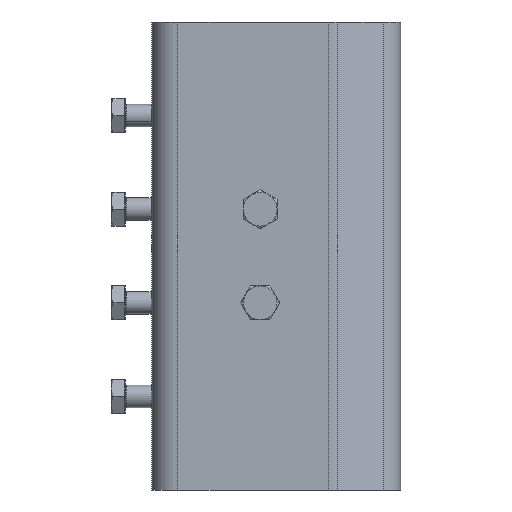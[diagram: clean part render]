
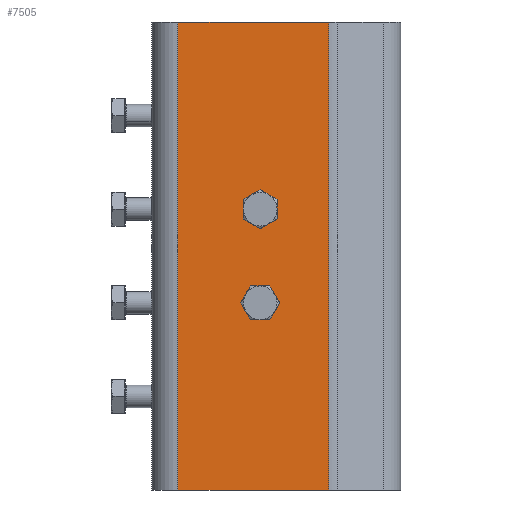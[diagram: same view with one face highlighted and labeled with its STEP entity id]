
A CAD part, left-side view. The second image highlights one B-rep face of the part: STEP entity #7505.
In plain terms, the highlighted planar face has unit normal (-1, 0, 0).
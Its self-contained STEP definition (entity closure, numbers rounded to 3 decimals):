
#68 = VERTEX_POINT ( 'NONE', #2149 ) ;
#882 = CARTESIAN_POINT ( 'NONE',  ( 122.888, 141.715, 368.999 ) ) ;
#1171 = CARTESIAN_POINT ( 'NONE',  ( 122.888, 222.246, 368.999 ) ) ;
#1183 = EDGE_CURVE ( 'NONE', #7212, #5931, #5612, .T. ) ;
#1186 = DIRECTION ( 'NONE',  ( 0., 0., -1. ) ) ;
#1291 = CARTESIAN_POINT ( 'NONE',  ( 122.888, 184.246, 268.999 ) ) ;
#1368 = EDGE_CURVE ( 'NONE', #5931, #7212, #5193, .T. ) ;
#1423 = DIRECTION ( 'NONE',  ( 0., -1., 0. ) ) ;
#1424 = CARTESIAN_POINT ( 'NONE',  ( 122.888, 169.746, 368.999 ) ) ;
#1433 = EDGE_CURVE ( 'NONE', #5290, #7848, #5154, .T. ) ;
#1541 = EDGE_CURVE ( 'NONE', #68, #5454, #4951, .T. ) ;
#1702 = EDGE_CURVE ( 'NONE', #5454, #5959, #4495, .T. ) ;
#1825 = AXIS2_PLACEMENT_3D ( 'NONE', #3030, #3060, #3049 ) ;
#1916 = EDGE_CURVE ( 'NONE', #5496, #5959, #4173, .T. ) ;
#2016 = EDGE_CURVE ( 'NONE', #5496, #68, #4059, .T. ) ;
#2064 = DIRECTION ( 'NONE',  ( 0., 0., 1. ) ) ;
#2114 = CARTESIAN_POINT ( 'NONE',  ( 122.888, 141.715, 368.999 ) ) ;
#2125 = CARTESIAN_POINT ( 'NONE',  ( 122.888, 184.246, 218.999 ) ) ;
#2149 = CARTESIAN_POINT ( 'NONE',  ( 122.888, 222.246, 118.999 ) ) ;
#2183 = CARTESIAN_POINT ( 'NONE',  ( 122.888, 172.246, 218.999 ) ) ;
#2496 = DIRECTION ( 'NONE',  ( 0., -1., 0. ) ) ;
#2535 = EDGE_LOOP ( 'NONE', ( #6072, #5976, #5969, #5893 ) ) ;
#2564 = CARTESIAN_POINT ( 'NONE',  ( 122.888, 169.746, 118.999 ) ) ;
#2730 = DIRECTION ( 'NONE',  ( 0., -1., 0. ) ) ;
#2733 = DIRECTION ( 'NONE',  ( -1., 0., 0. ) ) ;
#2740 = CARTESIAN_POINT ( 'NONE',  ( 122.888, 178.246, 268.999 ) ) ;
#2797 = DIRECTION ( 'NONE',  ( 0., -1., 0. ) ) ;
#2798 = DIRECTION ( 'NONE',  ( -1., 0., 0. ) ) ;
#2807 = CARTESIAN_POINT ( 'NONE',  ( 122.888, 178.246, 218.999 ) ) ;
#3030 = CARTESIAN_POINT ( 'NONE',  ( 122.888, 178.246, 268.999 ) ) ;
#3049 = DIRECTION ( 'NONE',  ( 0., -1., 0. ) ) ;
#3060 = DIRECTION ( 'NONE',  ( -1., 0., 0. ) ) ;
#3176 = DIRECTION ( 'NONE',  ( 0., -1., 0. ) ) ;
#3178 = DIRECTION ( 'NONE',  ( -1., 0., 0. ) ) ;
#3189 = CARTESIAN_POINT ( 'NONE',  ( 122.888, 178.246, 218.999 ) ) ;
#3198 = AXIS2_PLACEMENT_3D ( 'NONE', #2740, #2733, #2730 ) ;
#3892 = AXIS2_PLACEMENT_3D ( 'NONE', #2807, #2798, #2797 ) ;
#3896 = VECTOR ( 'NONE', #1186, 1000. ) ;
#4045 = CIRCLE ( 'NONE', #1825, 6. ) ;
#4059 = LINE ( 'NONE', #1171, #3896 ) ;
#4158 = VECTOR ( 'NONE', #1423, 1000. ) ;
#4173 = LINE ( 'NONE', #1424, #4158 ) ;
#4479 = VECTOR ( 'NONE', #2064, 1000. ) ;
#4495 = LINE ( 'NONE', #2114, #4479 ) ;
#4716 = CARTESIAN_POINT ( 'NONE',  ( 122.888, 222.246, 368.999 ) ) ;
#4767 = VECTOR ( 'NONE', #2496, 1000. ) ;
#4951 = LINE ( 'NONE', #2564, #4767 ) ;
#5026 = EDGE_LOOP ( 'NONE', ( #6499, #6325 ) ) ;
#5089 = AXIS2_PLACEMENT_3D ( 'NONE', #7914, #8115, #7831 ) ;
#5154 = CIRCLE ( 'NONE', #3198, 6. ) ;
#5193 = CIRCLE ( 'NONE', #3892, 6. ) ;
#5290 = VERTEX_POINT ( 'NONE', #7201 ) ;
#5454 = VERTEX_POINT ( 'NONE', #7448 ) ;
#5496 = VERTEX_POINT ( 'NONE', #4716 ) ;
#5612 = CIRCLE ( 'NONE', #7495, 6. ) ;
#5726 = EDGE_LOOP ( 'NONE', ( #7070, #6777 ) ) ;
#5893 = ORIENTED_EDGE ( 'NONE', *, *, #2016, .T. ) ;
#5931 = VERTEX_POINT ( 'NONE', #2183 ) ;
#5959 = VERTEX_POINT ( 'NONE', #882 ) ;
#5969 = ORIENTED_EDGE ( 'NONE', *, *, #1916, .F. ) ;
#5976 = ORIENTED_EDGE ( 'NONE', *, *, #1702, .T. ) ;
#6072 = ORIENTED_EDGE ( 'NONE', *, *, #1541, .T. ) ;
#6325 = ORIENTED_EDGE ( 'NONE', *, *, #7012, .F. ) ;
#6499 = ORIENTED_EDGE ( 'NONE', *, *, #1433, .F. ) ;
#6777 = ORIENTED_EDGE ( 'NONE', *, *, #1183, .F. ) ;
#7012 = EDGE_CURVE ( 'NONE', #7848, #5290, #4045, .T. ) ;
#7070 = ORIENTED_EDGE ( 'NONE', *, *, #1368, .F. ) ;
#7075 = FACE_BOUND ( 'NONE', #5026, .T. ) ;
#7201 = CARTESIAN_POINT ( 'NONE',  ( 122.888, 172.246, 268.999 ) ) ;
#7212 = VERTEX_POINT ( 'NONE', #2125 ) ;
#7448 = CARTESIAN_POINT ( 'NONE',  ( 122.888, 141.715, 118.999 ) ) ;
#7487 = FACE_BOUND ( 'NONE', #5726, .T. ) ;
#7495 = AXIS2_PLACEMENT_3D ( 'NONE', #3189, #3178, #3176 ) ;
#7497 = FACE_OUTER_BOUND ( 'NONE', #2535, .T. ) ;
#7505 = ADVANCED_FACE ( 'NONE', ( #7487, #7075, #7497 ), #7897, .F. ) ;
#7831 = DIRECTION ( 'NONE',  ( 0., 1., 0. ) ) ;
#7848 = VERTEX_POINT ( 'NONE', #1291 ) ;
#7897 = PLANE ( 'NONE',  #5089 ) ;
#7914 = CARTESIAN_POINT ( 'NONE',  ( 122.888, 169.746, 368.999 ) ) ;
#8115 = DIRECTION ( 'NONE',  ( 1., 0., 0. ) ) ;
